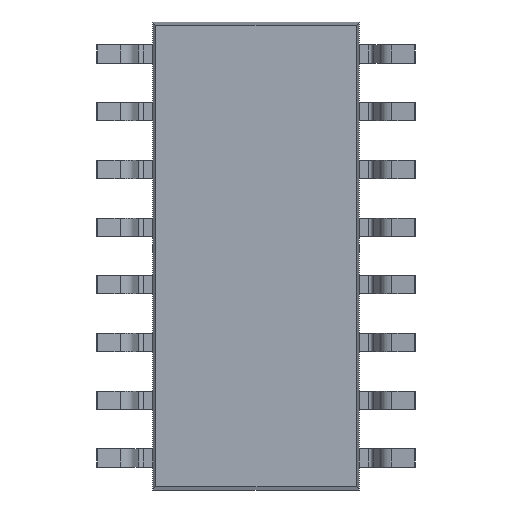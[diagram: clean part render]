
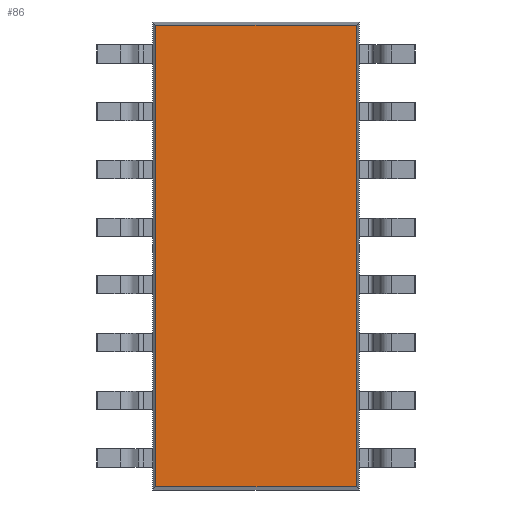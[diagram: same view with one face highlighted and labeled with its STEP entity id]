
A CAD part, front view. The second image highlights one B-rep face of the part: STEP entity #86.
In plain terms, the highlighted planar face has unit normal (0, -1, 0).
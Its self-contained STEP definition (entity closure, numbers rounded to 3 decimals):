
#86 = ADVANCED_FACE ( 'NONE', ( #1261 ), #4610, .F. ) ;
#488 = EDGE_CURVE ( 'NONE', #4728, #2806, #6354, .T. ) ;
#546 = VECTOR ( 'NONE', #5009, 1000. ) ;
#854 = AXIS2_PLACEMENT_3D ( 'NONE', #1885, #2908, #4188 ) ;
#889 = VECTOR ( 'NONE', #1576, 1000. ) ;
#1030 = VERTEX_POINT ( 'NONE', #7214 ) ;
#1214 = CARTESIAN_POINT ( 'NONE',  ( -2.205, 0.1, 0. ) ) ;
#1261 = FACE_OUTER_BOUND ( 'NONE', #2780, .T. ) ;
#1364 = ORIENTED_EDGE ( 'NONE', *, *, #488, .F. ) ;
#1576 = DIRECTION ( 'NONE',  ( 0., 0., -1. ) ) ;
#1684 = CARTESIAN_POINT ( 'NONE',  ( 2.205, 0.1, -5.08 ) ) ;
#1750 = DIRECTION ( 'NONE',  ( -1., 0., 0. ) ) ;
#1885 = CARTESIAN_POINT ( 'NONE',  ( 0., 0.1, 0. ) ) ;
#2096 = LINE ( 'NONE', #6873, #546 ) ;
#2780 = EDGE_LOOP ( 'NONE', ( #5789, #4175, #4418, #1364 ) ) ;
#2806 = VERTEX_POINT ( 'NONE', #6454 ) ;
#2908 = DIRECTION ( 'NONE',  ( 0., 1., 0. ) ) ;
#3104 = VECTOR ( 'NONE', #3496, 1000. ) ;
#3496 = DIRECTION ( 'NONE',  ( 0., 0., 1. ) ) ;
#4175 = ORIENTED_EDGE ( 'NONE', *, *, #5803, .F. ) ;
#4188 = DIRECTION ( 'NONE',  ( 0., 0., 1. ) ) ;
#4418 = ORIENTED_EDGE ( 'NONE', *, *, #7186, .F. ) ;
#4610 = PLANE ( 'NONE',  #854 ) ;
#4728 = VERTEX_POINT ( 'NONE', #5172 ) ;
#5009 = DIRECTION ( 'NONE',  ( 1., 0., 0. ) ) ;
#5172 = CARTESIAN_POINT ( 'NONE',  ( -2.205, 0.1, -5.08 ) ) ;
#5173 = VECTOR ( 'NONE', #1750, 1000. ) ;
#5619 = CARTESIAN_POINT ( 'NONE',  ( 2.205, 0.1, 0. ) ) ;
#5789 = ORIENTED_EDGE ( 'NONE', *, *, #7352, .F. ) ;
#5803 = EDGE_CURVE ( 'NONE', #1030, #6005, #6785, .T. ) ;
#6005 = VERTEX_POINT ( 'NONE', #1684 ) ;
#6354 = LINE ( 'NONE', #1214, #3104 ) ;
#6385 = CARTESIAN_POINT ( 'NONE',  ( 0., 0.1, -5.08 ) ) ;
#6454 = CARTESIAN_POINT ( 'NONE',  ( -2.205, 0.1, 5.08 ) ) ;
#6785 = LINE ( 'NONE', #5619, #889 ) ;
#6873 = CARTESIAN_POINT ( 'NONE',  ( 0., 0.1, 5.08 ) ) ;
#7186 = EDGE_CURVE ( 'NONE', #2806, #1030, #2096, .T. ) ;
#7214 = CARTESIAN_POINT ( 'NONE',  ( 2.205, 0.1, 5.08 ) ) ;
#7352 = EDGE_CURVE ( 'NONE', #6005, #4728, #7523, .T. ) ;
#7523 = LINE ( 'NONE', #6385, #5173 ) ;
